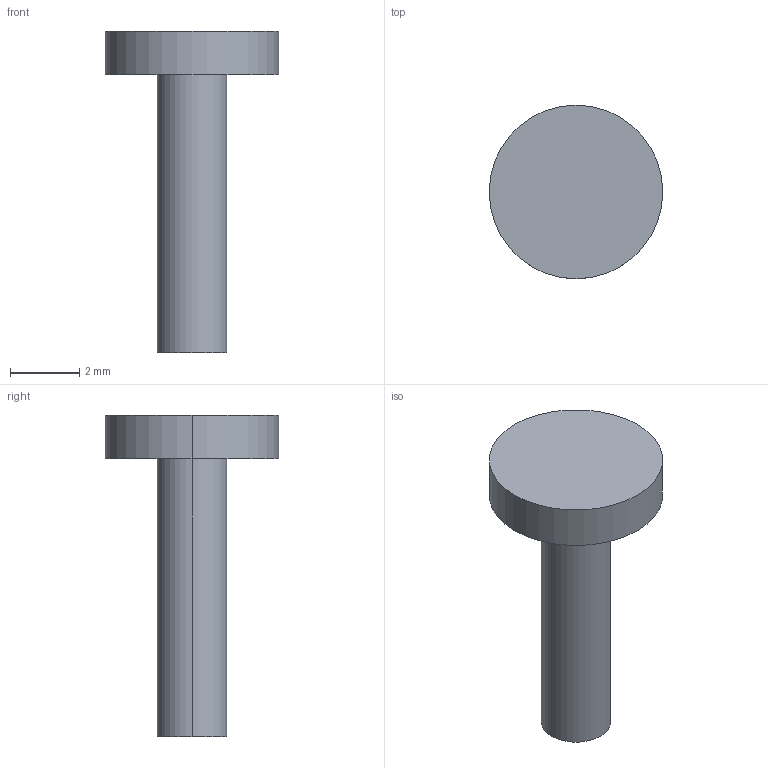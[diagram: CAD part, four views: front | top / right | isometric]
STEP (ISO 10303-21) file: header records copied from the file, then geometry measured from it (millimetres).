
FILE_DESCRIPTION(('STEP AP214'),'1');
FILE_NAME('SG90 mounting screw.stp','2018-06-01T15:23:46',(' '),(' '),'Spatial InterOp 3D',' ',' ');
FILE_SCHEMA(('automotive_design'));
Length unit declared in the file: millimetre
Products named in the file (4): mounting screws; screw; screws; SG90 mounting screw
Assembly tree (3 placements, depth 4):
  SG90 mounting screw
    screws
      mounting screws
        screw
Bounding box: 5 x 5 x 9.25 mm (x, y, z)
Volume: 49.7 mm3; surface area: 109.2 mm2
Topology: 1 solids, 1 shells, 7 faces, 12 edges, 8 vertices
Faces by surface type: cylinder 4, plane 3
Entity records: 340 total; most frequent: DIRECTION 46, CARTESIAN_POINT 33, ORIENTED_EDGE 24, AXIS2_PLACEMENT_3D 21, EDGE_CURVE 12, STYLED_ITEM 8, PRESENTATION_STYLE_ASSIGNMENT 8, DIMENSIONAL_EXPONENTS 8
